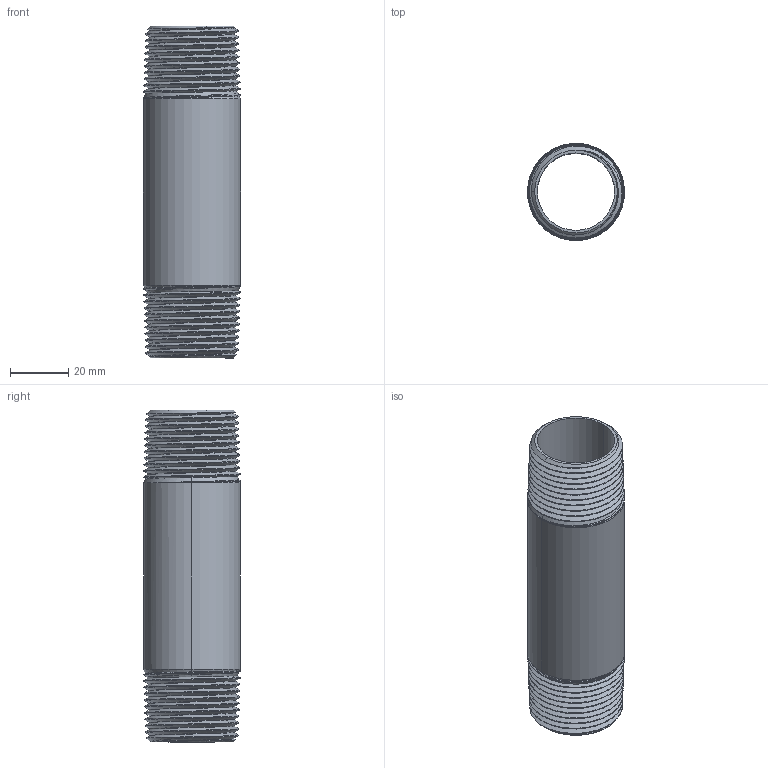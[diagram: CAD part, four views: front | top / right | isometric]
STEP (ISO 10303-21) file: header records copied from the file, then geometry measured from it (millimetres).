
FILE_DESCRIPTION (( 'STEP AP203' ), '1' );
FILE_NAME ('4549K12.step', '2011-11-03T15:01:29', ( 't2jrg' ), ( '' ), 'SwSTEP 2.0', 'SolidWorks 2009', '' );
FILE_SCHEMA (( 'CONFIG_CONTROL_DESIGN' ));
Length unit declared in the file: inch
Products named in the file (1): 4549K12
Bounding box: 33.4 x 33.36 x 114.3 mm (x, y, z)
Volume: 30787.9 mm3; surface area: 24841.6 mm2
Topology: 1 solids, 1 shells, 74 faces, 204 edges, 132 vertices
Faces by surface type: cone 62, bspline 6, cylinder 4, plane 2
Entity records: 13599 total; most frequent: CARTESIAN_POINT 11883, ORIENTED_EDGE 408, DIRECTION 236, EDGE_CURVE 204, VERTEX_POINT 132, B_SPLINE_CURVE_WITH_KNOTS 124, AXIS2_PLACEMENT_3D 87, EDGE_LOOP 76
